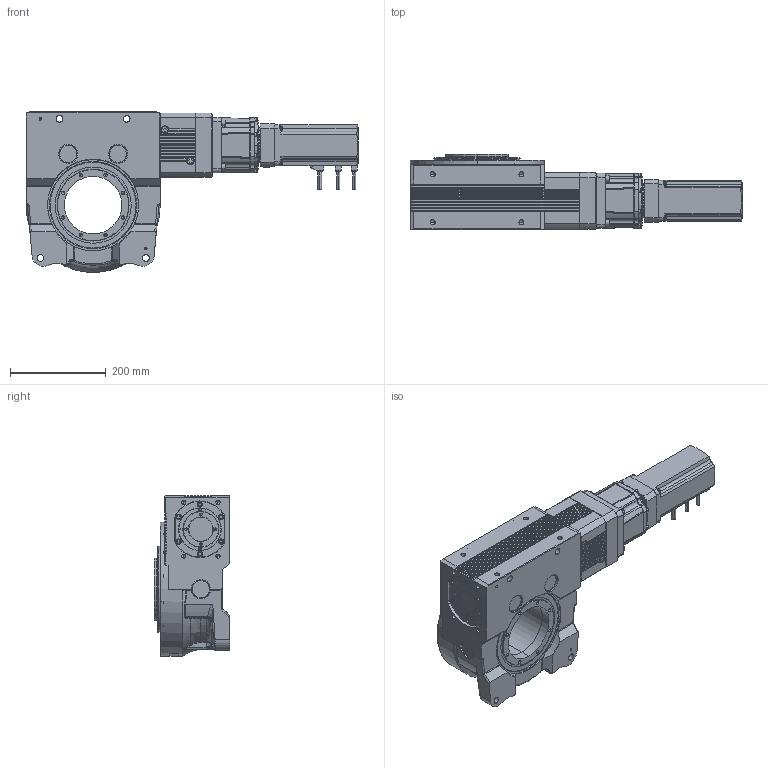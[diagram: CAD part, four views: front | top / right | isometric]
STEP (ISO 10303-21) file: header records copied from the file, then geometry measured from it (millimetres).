
FILE_DESCRIPTION (( 'STEP AP203' ), '1' );
FILE_NAME ('RGV129V4817X010.STEP', '2024-02-14T09:34:22', ( '' ), ( '' ), 'SwSTEP 2.0', 'SolidWorks 2021', '' );
FILE_SCHEMA (( 'CONFIG_CONTROL_DESIGN' ));
Length unit declared in the file: millimetre
Products named in the file (1): RGV129V4817X010
Bounding box: 692.5 x 157 x 335.05 mm (x, y, z)
Surface area: 828449.6 mm2 (no closed solid volume)
Topology: 0 solids, 3 shells, 2771 faces, 6948 edges, 4284 vertices
Faces by surface type: plane 1244, cylinder 867, cone 445, bspline 177, torus 30, sphere 8
Entity records: 96985 total; most frequent: CARTESIAN_POINT 31205, DIRECTION 13776, ORIENTED_EDGE 13608, EDGE_CURVE 6804, AXIS2_PLACEMENT_3D 4979, VERTEX_POINT 4284, LINE 3818, VECTOR 3818
